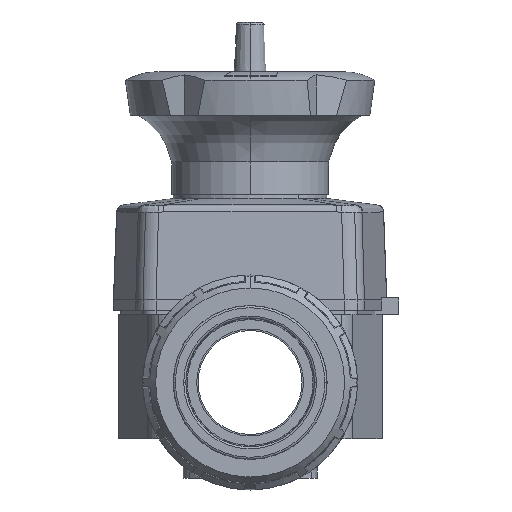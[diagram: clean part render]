
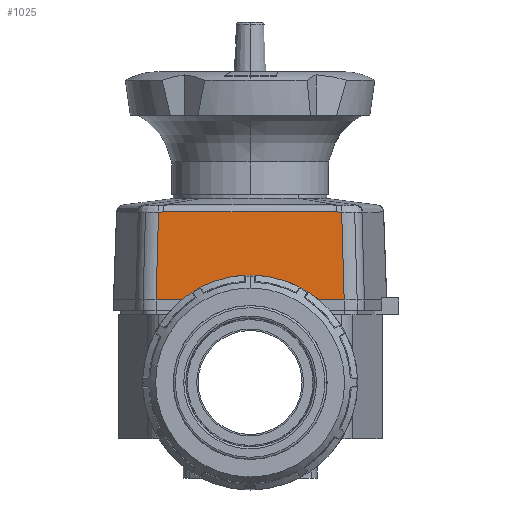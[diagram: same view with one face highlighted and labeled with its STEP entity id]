
A CAD part, left-side view. The second image highlights one B-rep face of the part: STEP entity #1025.
In plain terms, the highlighted planar face has unit normal (-0.999, 0, 0.035).
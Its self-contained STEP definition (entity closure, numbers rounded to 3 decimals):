
#1025=ADVANCED_FACE('',(#2105),#2106,.T.);
#2105=FACE_OUTER_BOUND('',#4164,.T.);
#2106=PLANE('',#4165);
#4164=EDGE_LOOP('',(#7453,#7454,#7455,#7456,#7457,#7458,#7459,#7460));
#4165=AXIS2_PLACEMENT_3D('',#7461,#7462,#7463);
#7453=ORIENTED_EDGE('',*,*,#9253,.F.);
#7454=ORIENTED_EDGE('',*,*,#9249,.F.);
#7455=ORIENTED_EDGE('',*,*,#9261,.F.);
#7456=ORIENTED_EDGE('',*,*,#9157,.F.);
#7457=ORIENTED_EDGE('',*,*,#9127,.F.);
#7458=ORIENTED_EDGE('',*,*,#9278,.T.);
#7459=ORIENTED_EDGE('',*,*,#9279,.F.);
#7460=ORIENTED_EDGE('',*,*,#9275,.F.);
#7461=CARTESIAN_POINT('',(-56.75,-53.269,39.7));
#7462=DIRECTION('',(-0.999,0.,0.035));
#7463=DIRECTION('',(0.,1.0,0.));
#9127=EDGE_CURVE('',#10913,#10915,#10916,.T.);
#9157=EDGE_CURVE('',#10915,#10969,#10970,.T.);
#9249=EDGE_CURVE('',#11103,#11105,#11106,.T.);
#9253=EDGE_CURVE('',#11105,#11092,#11111,.T.);
#9261=EDGE_CURVE('',#10969,#11103,#11122,.T.);
#9275=EDGE_CURVE('',#11092,#11140,#11141,.T.);
#9278=EDGE_CURVE('',#10913,#11144,#11145,.T.);
#9279=EDGE_CURVE('',#11140,#11144,#11146,.T.);
#10913=VERTEX_POINT('',#14277);
#10915=VERTEX_POINT('',#14280);
#10916=ELLIPSE('',#14281,286.537,10.0);
#10969=VERTEX_POINT('',#14352);
#10970=LINE('',#14353,#14354);
#11092=VERTEX_POINT('',#14685);
#11103=VERTEX_POINT('',#14714);
#11105=VERTEX_POINT('',#14716);
#11106=B_SPLINE_CURVE_WITH_KNOTS('',3,(#14717,#14718,#14719,#14720,#14721,#14722,#14723,#14724,#14725,#14726,#14727,#14728,#14729,#14730,#14731,#14732),.UNSPECIFIED.,.F.,.F.,(4,1,1,1,1,1,1,1,1,1,1,1,1,4),(-8.323,-8.249,-8.174,-8.026,-7.729,-7.134,-5.945,-3.567,-1.189,-0.595,-0.297,-0.149,-0.074,0.0),.UNSPECIFIED.);
#11111=B_SPLINE_CURVE_WITH_KNOTS('',3,(#14752,#14753,#14754,#14755),.UNSPECIFIED.,.F.,.F.,(4,4),(-0.245,0.0),.UNSPECIFIED.);
#11122=B_SPLINE_CURVE_WITH_KNOTS('',3,(#14781,#14782,#14783,#14784),.UNSPECIFIED.,.F.,.F.,(4,4),(-0.245,0.),.UNSPECIFIED.);
#11140=VERTEX_POINT('',#14828);
#11141=LINE('',#14829,#14830);
#11144=VERTEX_POINT('',#14833);
#11145=LINE('',#14834,#14835);
#11146=ELLIPSE('',#14836,286.537,10.0);
#14277=CARTESIAN_POINT('',(-56.75,45.243,39.7));
#14280=CARTESIAN_POINT('',(-56.75,45.248,39.7));
#14281=AXIS2_PLACEMENT_3D('',#16577,#16578,#16579);
#14352=CARTESIAN_POINT('',(-55.273,44.062,81.999));
#14353=CARTESIAN_POINT('',(-56.706,45.212,40.966));
#14354=VECTOR('',#16631,42.341);
#14685=CARTESIAN_POINT('',(-55.273,-44.062,81.999));
#14714=CARTESIAN_POINT('',(-55.271,41.615,82.044));
#14716=CARTESIAN_POINT('',(-55.271,-41.615,82.044));
#14717=CARTESIAN_POINT('',(-55.271,41.615,82.044));
#14718=CARTESIAN_POINT('',(-55.271,41.367,82.045));
#14719=CARTESIAN_POINT('',(-55.271,40.872,82.048));
#14720=CARTESIAN_POINT('',(-55.271,39.881,82.053));
#14721=CARTESIAN_POINT('',(-55.271,38.147,82.062));
#14722=CARTESIAN_POINT('',(-55.27,34.679,82.082));
#14723=CARTESIAN_POINT('',(-55.269,27.743,82.12));
#14724=CARTESIAN_POINT('',(-55.266,13.872,82.197));
#14725=CARTESIAN_POINT('',(-55.265,-5.945,82.237));
#14726=CARTESIAN_POINT('',(-55.268,-23.78,82.142));
#14727=CARTESIAN_POINT('',(-55.27,-34.679,82.082));
#14728=CARTESIAN_POINT('',(-55.271,-38.147,82.062));
#14729=CARTESIAN_POINT('',(-55.271,-39.881,82.053));
#14730=CARTESIAN_POINT('',(-55.271,-40.872,82.048));
#14731=CARTESIAN_POINT('',(-55.271,-41.367,82.045));
#14732=CARTESIAN_POINT('',(-55.271,-41.615,82.044));
#14752=CARTESIAN_POINT('',(-55.271,-41.615,82.044));
#14753=CARTESIAN_POINT('',(-55.271,-42.431,82.04));
#14754=CARTESIAN_POINT('',(-55.272,-43.247,82.023));
#14755=CARTESIAN_POINT('',(-55.273,-44.062,81.999));
#14781=CARTESIAN_POINT('',(-55.273,44.062,81.999));
#14782=CARTESIAN_POINT('',(-55.272,43.247,82.023));
#14783=CARTESIAN_POINT('',(-55.271,42.431,82.04));
#14784=CARTESIAN_POINT('',(-55.271,41.615,82.044));
#14828=CARTESIAN_POINT('',(-56.75,-45.248,39.7));
#14829=CARTESIAN_POINT('',(-56.729,-45.231,40.289));
#14830=VECTOR('',#16718,42.341);
#14833=CARTESIAN_POINT('',(-56.75,-45.243,39.7));
#14834=CARTESIAN_POINT('',(-56.75,0.,39.7));
#14835=VECTOR('',#16722,90.486);
#14836=AXIS2_PLACEMENT_3D('',#16723,#16724,#16725);
#16577=CARTESIAN_POINT('',(-46.75,45.243,326.063));
#16578=DIRECTION('',(0.999,0.,-0.035));
#16579=DIRECTION('',(-0.035,0.,-0.999));
#16631=DIRECTION('',(0.035,-0.028,0.999));
#16718=DIRECTION('',(-0.035,-0.028,-0.999));
#16722=DIRECTION('',(0.,-1.0,0.));
#16723=CARTESIAN_POINT('',(-46.75,-45.243,326.063));
#16724=DIRECTION('',(0.999,0.,-0.035));
#16725=DIRECTION('',(-0.035,0.,-0.999));
